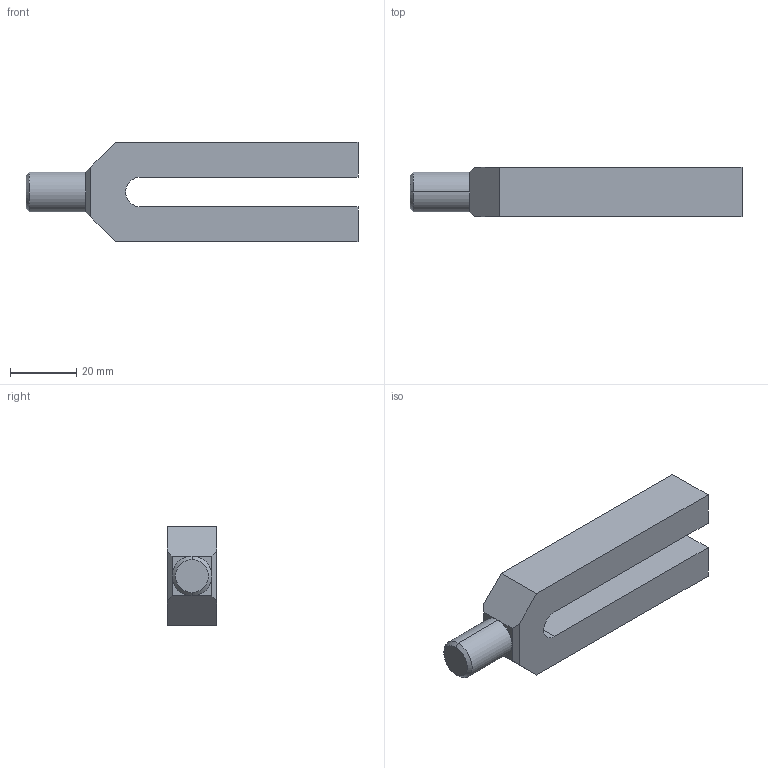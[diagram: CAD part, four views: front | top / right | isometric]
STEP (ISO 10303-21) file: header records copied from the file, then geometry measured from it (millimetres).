
FILE_DESCRIPTION(('STEP AP203'),'1');
FILE_NAME('clamp_04150-08.stp','2014-04-28T16:55:46',('TraceParts'),('TraceParts S.A.'),'XStep 1.0',' ',' ');
FILE_SCHEMA(('CONFIG_CONTROL_DESIGN'));
Length unit declared in the file: millimetre
Products named in the file (1): 1
Bounding box: 100 x 15 x 30 mm (x, y, z)
Volume: 28354.1 mm3; surface area: 9388.9 mm2
Topology: 1 solids, 1 shells, 23 faces, 55 edges, 34 vertices
Faces by surface type: plane 17, cylinder 4, cone 2
Entity records: 701 total; most frequent: DIRECTION 115, CARTESIAN_POINT 113, ORIENTED_EDGE 110, EDGE_CURVE 55, LINE 43, VECTOR 43, AXIS2_PLACEMENT_3D 36, VERTEX_POINT 34
